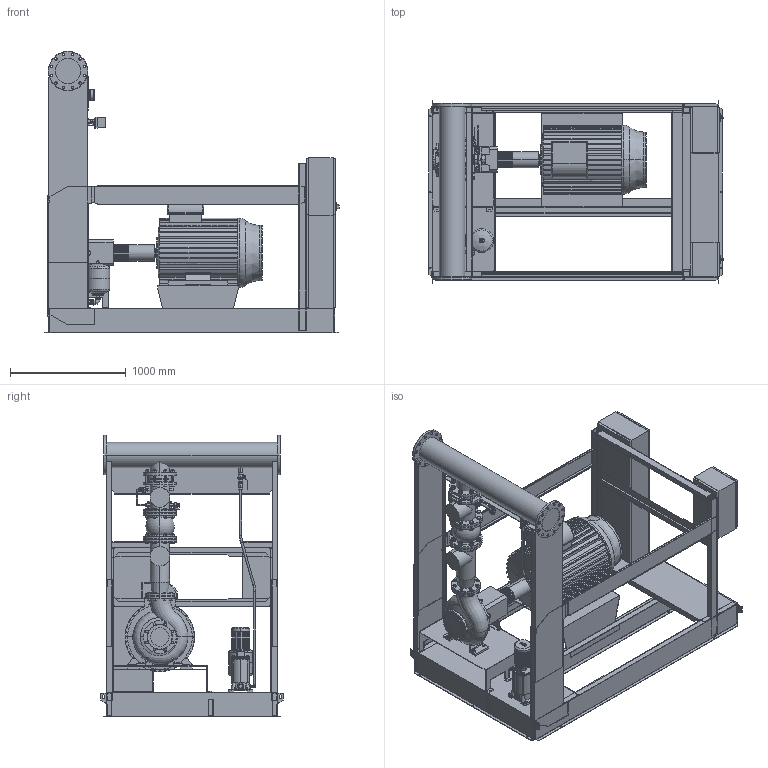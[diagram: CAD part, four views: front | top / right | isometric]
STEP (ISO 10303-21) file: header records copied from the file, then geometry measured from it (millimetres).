
FILE_DESCRIPTION((''),'2;1');
FILE_NAME('3d_Sifire-EN-125_250-224-90_1.1EJ-4183780.stp','2015-05-25T14:47:12',(''),(''),'Mechanical Desktop 2009','Mechanical Desktop 2009',', , ');
FILE_SCHEMA(('CONFIG_CONTROL_DESIGN'));
Length unit declared in the file: millimetre
Products named in the file (1): Product
Bounding box: 2544.5 x 1582 x 2433 mm (x, y, z)
Volume: 627856859 mm3; surface area: 38014488 mm2
Topology: 185 solids, 185 shells, 4378 faces, 10522 edges, 6651 vertices
Faces by surface type: plane 1619, bspline 1239, cylinder 924, cone 464, torus 102, sphere 30
Entity records: 139792 total; most frequent: CARTESIAN_POINT 43630, ORIENTED_EDGE 20990, DIRECTION 18368, EDGE_CURVE 10495, VERTEX_POINT 6649, AXIS2_PLACEMENT_3D 6424, VECTOR 5520, LINE 5520
